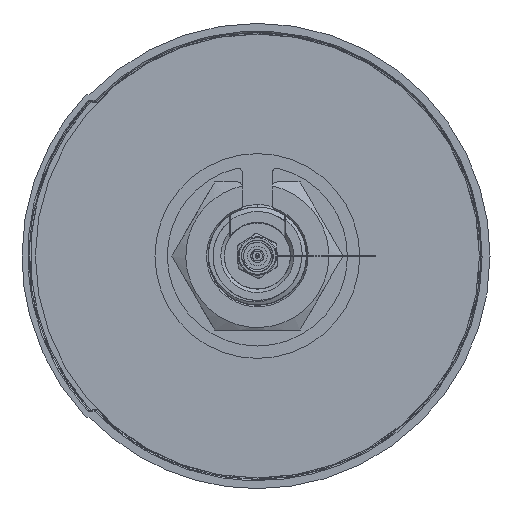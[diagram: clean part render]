
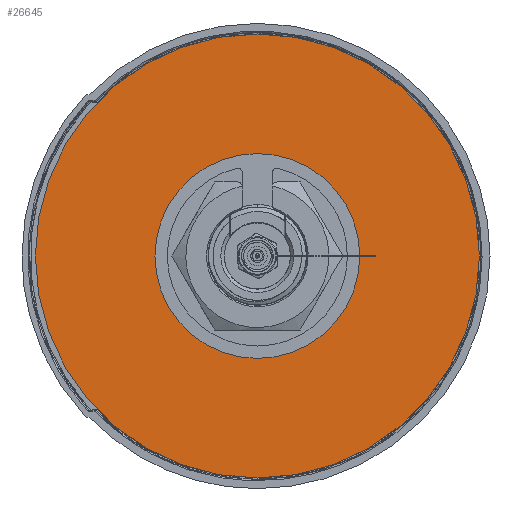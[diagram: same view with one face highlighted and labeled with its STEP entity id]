
A CAD part, front view. The second image highlights one B-rep face of the part: STEP entity #26645.
In plain terms, the highlighted planar face has unit normal (0, -1, 0).
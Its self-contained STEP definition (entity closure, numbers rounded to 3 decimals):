
#666 = AXIS2_PLACEMENT_3D ( 'NONE', #25332, #13466, #22887 ) ;
#2012 = CARTESIAN_POINT ( 'NONE',  ( 0., -2., 0. ) ) ;
#2513 = ORIENTED_EDGE ( 'NONE', *, *, #16033, .T. ) ;
#2890 = FACE_BOUND ( 'NONE', #16684, .T. ) ;
#3173 = VERTEX_POINT ( 'NONE', #11864 ) ;
#3887 = EDGE_CURVE ( 'NONE', #12330, #3173, #25261, .T. ) ;
#4026 = DIRECTION ( 'NONE',  ( 0., 1., 0. ) ) ;
#4203 = DIRECTION ( 'NONE',  ( -1., 0., 0. ) ) ;
#5194 = DIRECTION ( 'NONE',  ( 0., 1., 0. ) ) ;
#5361 = VERTEX_POINT ( 'NONE', #17326 ) ;
#5645 = AXIS2_PLACEMENT_3D ( 'NONE', #2012, #28571, #4203 ) ;
#6777 = EDGE_CURVE ( 'NONE', #3173, #12330, #16497, .T. ) ;
#6946 = CARTESIAN_POINT ( 'NONE',  ( 0., -2., 0. ) ) ;
#7315 = ORIENTED_EDGE ( 'NONE', *, *, #3887, .F. ) ;
#7642 = CARTESIAN_POINT ( 'NONE',  ( 0., -2., 0. ) ) ;
#9060 = DIRECTION ( 'NONE',  ( 0., 1., 0. ) ) ;
#9177 = PLANE ( 'NONE',  #5645 ) ;
#9276 = DIRECTION ( 'NONE',  ( 0., 0., -1. ) ) ;
#9552 = ORIENTED_EDGE ( 'NONE', *, *, #20357, .T. ) ;
#11193 = CARTESIAN_POINT ( 'NONE',  ( 0., -2., 0. ) ) ;
#11864 = CARTESIAN_POINT ( 'NONE',  ( 0., -2., -45. ) ) ;
#12330 = VERTEX_POINT ( 'NONE', #22822 ) ;
#12601 = AXIS2_PLACEMENT_3D ( 'NONE', #6946, #9060, #9276 ) ;
#13466 = DIRECTION ( 'NONE',  ( 0., 1., 0. ) ) ;
#13807 = FACE_OUTER_BOUND ( 'NONE', #28347, .T. ) ;
#14006 = CARTESIAN_POINT ( 'NONE',  ( 0., -2., -20.75 ) ) ;
#15109 = CIRCLE ( 'NONE', #19986, 20.75 ) ;
#16033 = EDGE_CURVE ( 'NONE', #5361, #22475, #19216, .T. ) ;
#16497 = CIRCLE ( 'NONE', #26044, 45. ) ;
#16684 = EDGE_LOOP ( 'NONE', ( #2513, #9552 ) ) ;
#17135 = DIRECTION ( 'NONE',  ( 0., 0., -1. ) ) ;
#17326 = CARTESIAN_POINT ( 'NONE',  ( 0., -2., 20.75 ) ) ;
#17506 = ORIENTED_EDGE ( 'NONE', *, *, #6777, .F. ) ;
#19216 = CIRCLE ( 'NONE', #666, 20.75 ) ;
#19986 = AXIS2_PLACEMENT_3D ( 'NONE', #11193, #4026, #30573 ) ;
#20357 = EDGE_CURVE ( 'NONE', #22475, #5361, #15109, .T. ) ;
#22475 = VERTEX_POINT ( 'NONE', #14006 ) ;
#22822 = CARTESIAN_POINT ( 'NONE',  ( 0., -2., 45. ) ) ;
#22887 = DIRECTION ( 'NONE',  ( 0., 0., -1. ) ) ;
#25261 = CIRCLE ( 'NONE', #12601, 45. ) ;
#25332 = CARTESIAN_POINT ( 'NONE',  ( 0., -2., 0. ) ) ;
#26044 = AXIS2_PLACEMENT_3D ( 'NONE', #7642, #5194, #17135 ) ;
#26645 = ADVANCED_FACE ( 'NONE', ( #13807, #2890 ), #9177, .F. ) ;
#28347 = EDGE_LOOP ( 'NONE', ( #7315, #17506 ) ) ;
#28571 = DIRECTION ( 'NONE',  ( 0., 1., 0. ) ) ;
#30573 = DIRECTION ( 'NONE',  ( 0., 0., -1. ) ) ;
